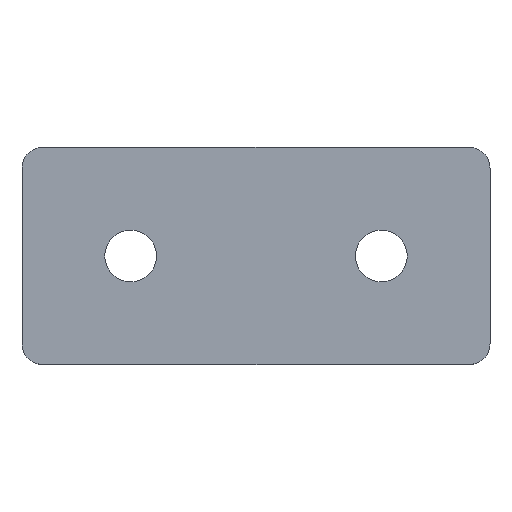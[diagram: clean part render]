
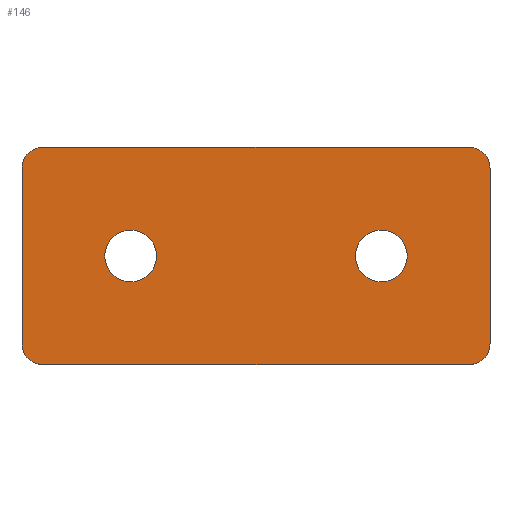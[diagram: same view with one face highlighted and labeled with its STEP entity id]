
A CAD part, top view. The second image highlights one B-rep face of the part: STEP entity #146.
In plain terms, the highlighted planar face has unit normal (0, 0, 1).
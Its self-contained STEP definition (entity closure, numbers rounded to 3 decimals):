
#12 = CARTESIAN_POINT ( 'NONE',  ( 3.1, 0., 2.5 ) ) ;
#13 = DIRECTION ( 'NONE',  ( 1., 0., 0. ) ) ;
#15 = CARTESIAN_POINT ( 'NONE',  ( -10.5, -10.5, 2.5 ) ) ;
#18 = ORIENTED_EDGE ( 'NONE', *, *, #247, .F. ) ;
#19 = AXIS2_PLACEMENT_3D ( 'NONE', #330, #94, #199 ) ;
#30 = ORIENTED_EDGE ( 'NONE', *, *, #344, .T. ) ;
#39 = VERTEX_POINT ( 'NONE', #53 ) ;
#41 = AXIS2_PLACEMENT_3D ( 'NONE', #479, #155, #159 ) ;
#50 = CARTESIAN_POINT ( 'NONE',  ( -13., -10.5, 2.5 ) ) ;
#52 = DIRECTION ( 'NONE',  ( -1., 0., 0. ) ) ;
#53 = CARTESIAN_POINT ( 'NONE',  ( -3.1, 0., 2.5 ) ) ;
#58 = VERTEX_POINT ( 'NONE', #276 ) ;
#59 = CARTESIAN_POINT ( 'NONE',  ( -13., -13., 2.5 ) ) ;
#63 = DIRECTION ( 'NONE',  ( 0., 1., 0. ) ) ;
#65 = FACE_OUTER_BOUND ( 'NONE', #372, .T. ) ;
#69 = DIRECTION ( 'NONE',  ( -1., 0., 0. ) ) ;
#72 = EDGE_LOOP ( 'NONE', ( #365, #131 ) ) ;
#76 = EDGE_CURVE ( 'NONE', #91, #285, #337, .T. ) ;
#83 = AXIS2_PLACEMENT_3D ( 'NONE', #310, #227, #266 ) ;
#84 = CARTESIAN_POINT ( 'NONE',  ( 43., -10.5, 2.5 ) ) ;
#87 = VERTEX_POINT ( 'NONE', #84 ) ;
#88 = CARTESIAN_POINT ( 'NONE',  ( 43., -13., 2.5 ) ) ;
#91 = VERTEX_POINT ( 'NONE', #50 ) ;
#94 = DIRECTION ( 'NONE',  ( 0., 0., 1. ) ) ;
#98 = CIRCLE ( 'NONE', #253, 2.5 ) ;
#100 = CARTESIAN_POINT ( 'NONE',  ( 43., 13., 2.5 ) ) ;
#105 = VERTEX_POINT ( 'NONE', #458 ) ;
#111 = AXIS2_PLACEMENT_3D ( 'NONE', #206, #431, #338 ) ;
#121 = DIRECTION ( 'NONE',  ( 0., -1., 0. ) ) ;
#122 = ORIENTED_EDGE ( 'NONE', *, *, #211, .T. ) ;
#124 = ORIENTED_EDGE ( 'NONE', *, *, #399, .T. ) ;
#131 = ORIENTED_EDGE ( 'NONE', *, *, #193, .F. ) ;
#134 = ORIENTED_EDGE ( 'NONE', *, *, #191, .T. ) ;
#141 = LINE ( 'NONE', #100, #265 ) ;
#144 = CARTESIAN_POINT ( 'NONE',  ( -13., 10.5, 2.5 ) ) ;
#146 = ADVANCED_FACE ( 'NONE', ( #210, #222, #65 ), #183, .F. ) ;
#151 = VERTEX_POINT ( 'NONE', #169 ) ;
#155 = DIRECTION ( 'NONE',  ( 0., 0., 1. ) ) ;
#156 = CIRCLE ( 'NONE', #484, 3.1 ) ;
#157 = EDGE_CURVE ( 'NONE', #285, #58, #164, .T. ) ;
#159 = DIRECTION ( 'NONE',  ( 1., 0., 0. ) ) ;
#161 = AXIS2_PLACEMENT_3D ( 'NONE', #251, #352, #465 ) ;
#164 = LINE ( 'NONE', #59, #305 ) ;
#169 = CARTESIAN_POINT ( 'NONE',  ( -10.5, 13., 2.5 ) ) ;
#183 = PLANE ( 'NONE',  #111 ) ;
#188 = CIRCLE ( 'NONE', #424, 3.1 ) ;
#191 = EDGE_CURVE ( 'NONE', #358, #105, #468, .T. ) ;
#192 = ORIENTED_EDGE ( 'NONE', *, *, #157, .T. ) ;
#193 = EDGE_CURVE ( 'NONE', #282, #471, #188, .T. ) ;
#198 = DIRECTION ( 'NONE',  ( 0., 0., 1. ) ) ;
#199 = DIRECTION ( 'NONE',  ( -1., 0., 0. ) ) ;
#205 = DIRECTION ( 'NONE',  ( 1., 0., 0. ) ) ;
#206 = CARTESIAN_POINT ( 'NONE',  ( 0., 0., 2.5 ) ) ;
#210 = FACE_BOUND ( 'NONE', #72, .T. ) ;
#211 = EDGE_CURVE ( 'NONE', #58, #87, #258, .T. ) ;
#212 = CARTESIAN_POINT ( 'NONE',  ( 33.1, 0., 2.5 ) ) ;
#222 = FACE_BOUND ( 'NONE', #444, .T. ) ;
#223 = DIRECTION ( 'NONE',  ( -1., 0., 0. ) ) ;
#227 = DIRECTION ( 'NONE',  ( 0., 0., 1. ) ) ;
#229 = DIRECTION ( 'NONE',  ( 1., 0., 0. ) ) ;
#231 = CARTESIAN_POINT ( 'NONE',  ( 26.9, 0., 2.5 ) ) ;
#238 = DIRECTION ( 'NONE',  ( 0., 0., 1. ) ) ;
#243 = CARTESIAN_POINT ( 'NONE',  ( -10.5, -13., 2.5 ) ) ;
#247 = EDGE_CURVE ( 'NONE', #329, #39, #442, .T. ) ;
#249 = LINE ( 'NONE', #88, #402 ) ;
#251 = CARTESIAN_POINT ( 'NONE',  ( 0., 0., 2.5 ) ) ;
#253 = AXIS2_PLACEMENT_3D ( 'NONE', #263, #410, #223 ) ;
#254 = VECTOR ( 'NONE', #121, 1000. ) ;
#258 = CIRCLE ( 'NONE', #19, 2.5 ) ;
#263 = CARTESIAN_POINT ( 'NONE',  ( -10.5, 10.5, 2.5 ) ) ;
#265 = VECTOR ( 'NONE', #69, 1000. ) ;
#266 = DIRECTION ( 'NONE',  ( -1., 0., 0. ) ) ;
#276 = CARTESIAN_POINT ( 'NONE',  ( 40.5, -13., 2.5 ) ) ;
#280 = EDGE_CURVE ( 'NONE', #39, #329, #298, .T. ) ;
#282 = VERTEX_POINT ( 'NONE', #212 ) ;
#285 = VERTEX_POINT ( 'NONE', #243 ) ;
#297 = ORIENTED_EDGE ( 'NONE', *, *, #280, .F. ) ;
#298 = CIRCLE ( 'NONE', #41, 3.1 ) ;
#301 = EDGE_CURVE ( 'NONE', #87, #358, #249, .T. ) ;
#305 = VECTOR ( 'NONE', #205, 1000. ) ;
#310 = CARTESIAN_POINT ( 'NONE',  ( 40.5, 10.5, 2.5 ) ) ;
#313 = LINE ( 'NONE', #463, #254 ) ;
#315 = CARTESIAN_POINT ( 'NONE',  ( 43., 10.5, 2.5 ) ) ;
#329 = VERTEX_POINT ( 'NONE', #12 ) ;
#330 = CARTESIAN_POINT ( 'NONE',  ( 40.5, -10.5, 2.5 ) ) ;
#336 = ORIENTED_EDGE ( 'NONE', *, *, #422, .T. ) ;
#337 = CIRCLE ( 'NONE', #456, 2.5 ) ;
#338 = DIRECTION ( 'NONE',  ( -1., 0., 0. ) ) ;
#344 = EDGE_CURVE ( 'NONE', #487, #91, #313, .T. ) ;
#352 = DIRECTION ( 'NONE',  ( 0., 0., 1. ) ) ;
#358 = VERTEX_POINT ( 'NONE', #315 ) ;
#365 = ORIENTED_EDGE ( 'NONE', *, *, #475, .F. ) ;
#372 = EDGE_LOOP ( 'NONE', ( #192, #122, #436, #134, #336, #124, #30, #466 ) ) ;
#399 = EDGE_CURVE ( 'NONE', #151, #487, #98, .T. ) ;
#402 = VECTOR ( 'NONE', #63, 1000. ) ;
#410 = DIRECTION ( 'NONE',  ( 0., 0., 1. ) ) ;
#414 = CARTESIAN_POINT ( 'NONE',  ( 30., 0., 2.5 ) ) ;
#422 = EDGE_CURVE ( 'NONE', #105, #151, #141, .T. ) ;
#424 = AXIS2_PLACEMENT_3D ( 'NONE', #462, #238, #13 ) ;
#431 = DIRECTION ( 'NONE',  ( 0., 0., -1. ) ) ;
#436 = ORIENTED_EDGE ( 'NONE', *, *, #301, .T. ) ;
#442 = CIRCLE ( 'NONE', #161, 3.1 ) ;
#444 = EDGE_LOOP ( 'NONE', ( #297, #18 ) ) ;
#452 = DIRECTION ( 'NONE',  ( 0., 0., 1. ) ) ;
#456 = AXIS2_PLACEMENT_3D ( 'NONE', #15, #198, #52 ) ;
#458 = CARTESIAN_POINT ( 'NONE',  ( 40.5, 13., 2.5 ) ) ;
#462 = CARTESIAN_POINT ( 'NONE',  ( 30., 0., 2.5 ) ) ;
#463 = CARTESIAN_POINT ( 'NONE',  ( -13., 13., 2.5 ) ) ;
#465 = DIRECTION ( 'NONE',  ( 1., 0., 0. ) ) ;
#466 = ORIENTED_EDGE ( 'NONE', *, *, #76, .T. ) ;
#468 = CIRCLE ( 'NONE', #83, 2.5 ) ;
#471 = VERTEX_POINT ( 'NONE', #231 ) ;
#475 = EDGE_CURVE ( 'NONE', #471, #282, #156, .T. ) ;
#479 = CARTESIAN_POINT ( 'NONE',  ( 0., 0., 2.5 ) ) ;
#484 = AXIS2_PLACEMENT_3D ( 'NONE', #414, #452, #229 ) ;
#487 = VERTEX_POINT ( 'NONE', #144 ) ;
